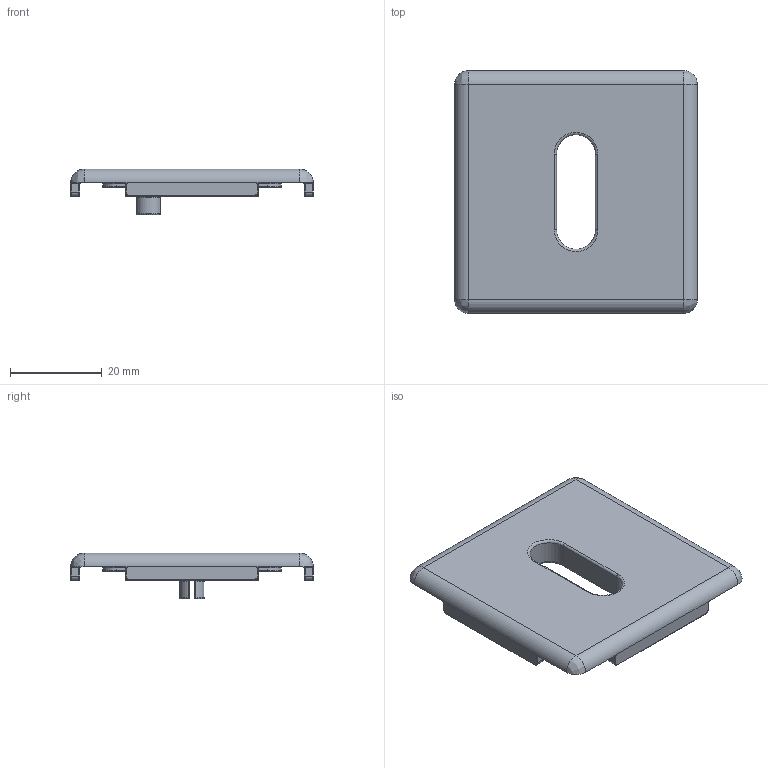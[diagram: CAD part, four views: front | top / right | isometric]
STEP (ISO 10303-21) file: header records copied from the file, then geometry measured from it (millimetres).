
FILE_DESCRIPTION (( 'STEP AP214' ), '1' );
FILE_NAME ('6520040', '2019-01-30T08:31:16', ( '' ), ('JUGARD+KÜNSTNER GmbH'), 'SwSTEP 2.0', 'SolidWorks 2017', '' );
FILE_SCHEMA (( 'AUTOMOTIVE_DESIGN' ));
Length unit declared in the file: millimetre
Products named in the file (1): 6520040
Bounding box: 53 x 53 x 10 mm (x, y, z)
Volume: 10684.3 mm3; surface area: 7082.8 mm2
Topology: 1 solids, 1 shells, 213 faces, 492 edges, 274 vertices
Faces by surface type: cylinder 94, bspline 80, plane 39
Entity records: 7473 total; most frequent: CARTESIAN_POINT 3184, ORIENTED_EDGE 960, DIRECTION 830, EDGE_CURVE 480, AXIS2_PLACEMENT_3D 322, VERTEX_POINT 274, EDGE_LOOP 220, ADVANCED_FACE 213
